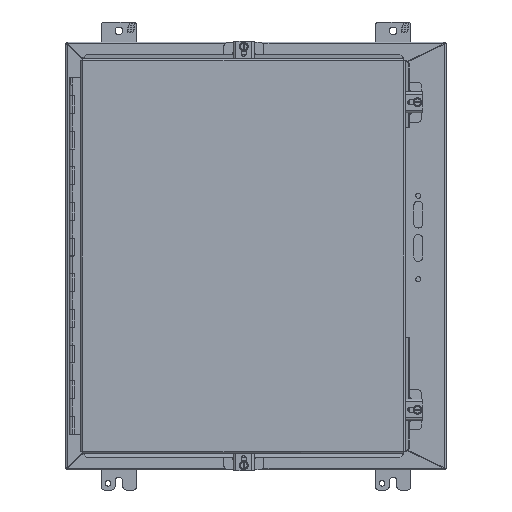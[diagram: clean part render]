
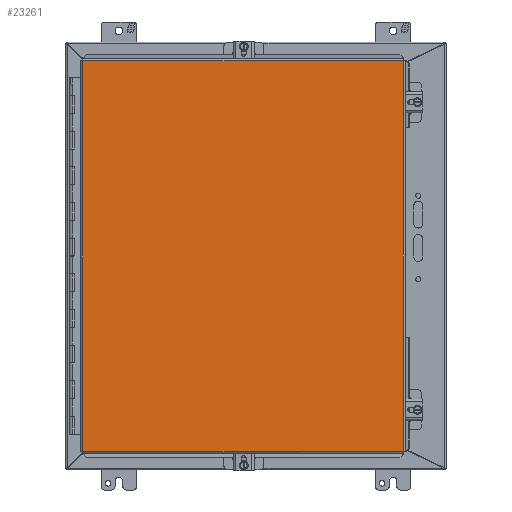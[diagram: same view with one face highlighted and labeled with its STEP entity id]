
A CAD part, front view. The second image highlights one B-rep face of the part: STEP entity #23261.
In plain terms, the highlighted planar face has unit normal (0, -1, 0).
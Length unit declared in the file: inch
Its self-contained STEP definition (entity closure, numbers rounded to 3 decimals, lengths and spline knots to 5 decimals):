
#422 = LINE ( 'NONE', #15057, #47202 ) ;
#1772 = CARTESIAN_POINT ( 'NONE',  ( -9.7135, -9.21, -10.9545 ) ) ;
#2585 = VECTOR ( 'NONE', #25806, 39.37008 ) ;
#5077 = VECTOR ( 'NONE', #20743, 39.37008 ) ;
#9020 = CARTESIAN_POINT ( 'NONE',  ( -9.8215, -9.21, -10.9545 ) ) ;
#9488 = LINE ( 'NONE', #9020, #5077 ) ;
#10224 = EDGE_CURVE ( 'NONE', #41023, #26619, #422, .T. ) ;
#11334 = CARTESIAN_POINT ( 'NONE',  ( 8.258, -9.21, 10.9545 ) ) ;
#12763 = AXIS2_PLACEMENT_3D ( 'NONE', #37154, #47478, #47264 ) ;
#13129 = EDGE_CURVE ( 'NONE', #38286, #41023, #26507, .T. ) ;
#15057 = CARTESIAN_POINT ( 'NONE',  ( -9.7135, -9.21, -11.0625 ) ) ;
#17653 = CARTESIAN_POINT ( 'NONE',  ( 8.258, -9.21, -10.9545 ) ) ;
#18085 = DIRECTION ( 'NONE',  ( 0., 0., 1. ) ) ;
#20743 = DIRECTION ( 'NONE',  ( 1., 0., 0. ) ) ;
#22042 = PLANE ( 'NONE',  #12763 ) ;
#23261 = ADVANCED_FACE ( 'NONE', ( #27796 ), #22042, .T. ) ;
#24278 = ORIENTED_EDGE ( 'NONE', *, *, #43821, .T. ) ;
#24717 = ORIENTED_EDGE ( 'NONE', *, *, #37779, .T. ) ;
#25078 = CARTESIAN_POINT ( 'NONE',  ( -9.7135, -9.21, 10.9545 ) ) ;
#25806 = DIRECTION ( 'NONE',  ( -1., 0., 0. ) ) ;
#26249 = CARTESIAN_POINT ( 'NONE',  ( -9.8215, -9.21, 10.9545 ) ) ;
#26315 = VERTEX_POINT ( 'NONE', #17653 ) ;
#26507 = LINE ( 'NONE', #26249, #2585 ) ;
#26619 = VERTEX_POINT ( 'NONE', #1772 ) ;
#27796 = FACE_OUTER_BOUND ( 'NONE', #44349, .T. ) ;
#28367 = VECTOR ( 'NONE', #18085, 39.37008 ) ;
#29680 = DIRECTION ( 'NONE',  ( 0., 0., -1. ) ) ;
#30404 = ORIENTED_EDGE ( 'NONE', *, *, #10224, .T. ) ;
#37154 = CARTESIAN_POINT ( 'NONE',  ( -9.8215, -9.21, -11.0625 ) ) ;
#37779 = EDGE_CURVE ( 'NONE', #26619, #26315, #9488, .T. ) ;
#38286 = VERTEX_POINT ( 'NONE', #11334 ) ;
#39812 = ORIENTED_EDGE ( 'NONE', *, *, #13129, .T. ) ;
#39921 = CARTESIAN_POINT ( 'NONE',  ( 8.258, -9.21, -11.0625 ) ) ;
#41023 = VERTEX_POINT ( 'NONE', #25078 ) ;
#43821 = EDGE_CURVE ( 'NONE', #26315, #38286, #44886, .T. ) ;
#44349 = EDGE_LOOP ( 'NONE', ( #30404, #24717, #24278, #39812 ) ) ;
#44886 = LINE ( 'NONE', #39921, #28367 ) ;
#47202 = VECTOR ( 'NONE', #29680, 39.37008 ) ;
#47264 = DIRECTION ( 'NONE',  ( 0., 0., -1. ) ) ;
#47478 = DIRECTION ( 'NONE',  ( 0., -1., 0. ) ) ;
